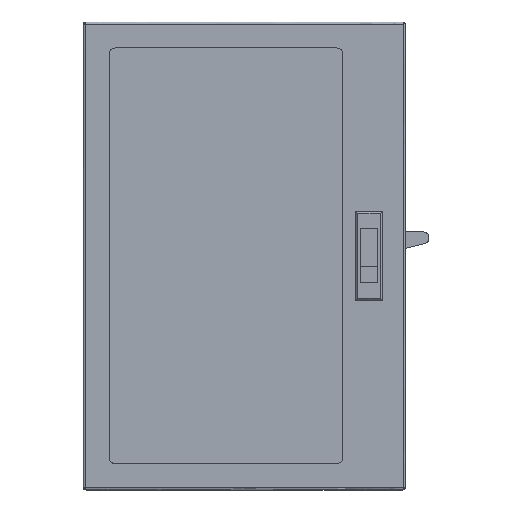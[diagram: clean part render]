
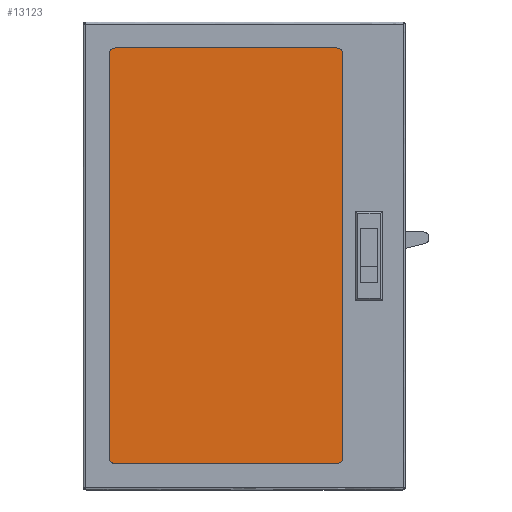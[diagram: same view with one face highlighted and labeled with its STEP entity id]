
A CAD part, top view. The second image highlights one B-rep face of the part: STEP entity #13123.
In plain terms, the highlighted free-form (B-spline) face has degree [1, 1] with [2, 2] control points.
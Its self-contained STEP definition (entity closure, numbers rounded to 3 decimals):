
#13015 = EDGE_CURVE('',#13016,#13018,#13020,.T.);
#13016 = VERTEX_POINT('',#13017);
#13017 = CARTESIAN_POINT('',(-217.503,-263.356,
    123.064));
#13018 = VERTEX_POINT('',#13019);
#13019 = CARTESIAN_POINT('',(-217.503,327.351,
    123.064));
#13020 = B_SPLINE_CURVE_WITH_KNOTS('',1,(#13021,#13022),.UNSPECIFIED.,
  .F.,.F.,(2,2),(0.,420.),.PIECEWISE_BEZIER_KNOTS.);
#13021 = CARTESIAN_POINT('',(-217.503,-263.356,
    123.064));
#13022 = CARTESIAN_POINT('',(-217.503,327.351,
    123.064));
#13051 = EDGE_CURVE('',#13018,#13052,#13054,.T.);
#13052 = VERTEX_POINT('',#13053);
#13053 = CARTESIAN_POINT('',(127.076,327.351,
    123.064));
#13054 = B_SPLINE_CURVE_WITH_KNOTS('',1,(#13055,#13056),.UNSPECIFIED.,
  .F.,.F.,(2,2),(0.,245.),.PIECEWISE_BEZIER_KNOTS.);
#13055 = CARTESIAN_POINT('',(-217.503,327.351,
    123.064));
#13056 = CARTESIAN_POINT('',(127.076,327.351,
    123.064));
#13079 = EDGE_CURVE('',#13052,#13080,#13082,.T.);
#13080 = VERTEX_POINT('',#13081);
#13081 = CARTESIAN_POINT('',(127.076,-263.356,
    123.064));
#13082 = B_SPLINE_CURVE_WITH_KNOTS('',1,(#13083,#13084),.UNSPECIFIED.,
  .F.,.F.,(2,2),(0.,420.),.PIECEWISE_BEZIER_KNOTS.);
#13083 = CARTESIAN_POINT('',(127.076,327.351,
    123.064));
#13084 = CARTESIAN_POINT('',(127.076,-263.356,
    123.064));
#13107 = EDGE_CURVE('',#13080,#13016,#13108,.T.);
#13108 = B_SPLINE_CURVE_WITH_KNOTS('',1,(#13109,#13110),.UNSPECIFIED.,
  .F.,.F.,(2,2),(0.,245.),.PIECEWISE_BEZIER_KNOTS.);
#13109 = CARTESIAN_POINT('',(127.076,-263.356,
    123.064));
#13110 = CARTESIAN_POINT('',(-217.503,-263.356,
    123.064));
#13123 = ADVANCED_FACE('',(#13124),#13130,.T.);
#13124 = FACE_BOUND('',#13125,.T.);
#13125 = EDGE_LOOP('',(#13126,#13127,#13128,#13129));
#13126 = ORIENTED_EDGE('',*,*,#13015,.F.);
#13127 = ORIENTED_EDGE('',*,*,#13107,.F.);
#13128 = ORIENTED_EDGE('',*,*,#13079,.F.);
#13129 = ORIENTED_EDGE('',*,*,#13051,.F.);
#13130 = B_SPLINE_SURFACE_WITH_KNOTS('',1,1,(
    (#13131,#13132)
    ,(#13133,#13134
    )),.UNSPECIFIED.,.F.,.F.,.F.,(2,2),(2,2),(-122.5,122.5),(-210.,210.)
  ,.PIECEWISE_BEZIER_KNOTS.);
#13131 = CARTESIAN_POINT('',(-217.503,-263.356,
    123.064));
#13132 = CARTESIAN_POINT('',(-217.503,327.351,
    123.064));
#13133 = CARTESIAN_POINT('',(127.076,-263.356,
    123.064));
#13134 = CARTESIAN_POINT('',(127.076,327.351,
    123.064));
